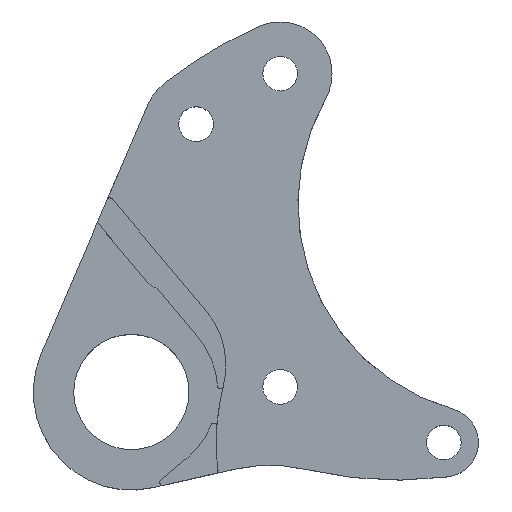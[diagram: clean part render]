
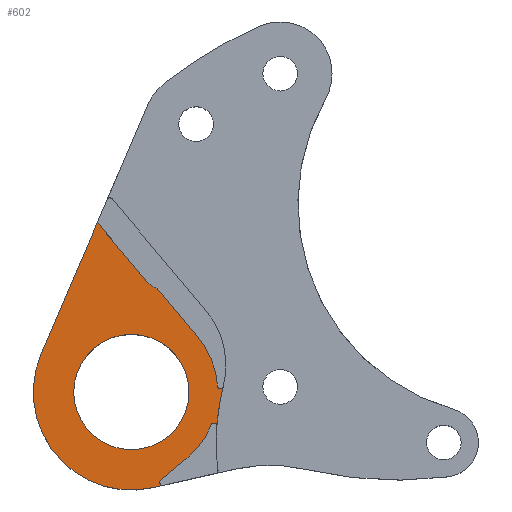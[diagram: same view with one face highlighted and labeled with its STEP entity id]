
A CAD part, top view. The second image highlights one B-rep face of the part: STEP entity #602.
In plain terms, the highlighted planar face has unit normal (0, 0, 1).
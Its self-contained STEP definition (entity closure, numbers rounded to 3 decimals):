
#1 = VERTEX_POINT ( 'NONE', #2070 ) ;
#5 = VERTEX_POINT ( 'NONE', #371 ) ;
#37 = EDGE_CURVE ( 'NONE', #2099, #564, #2680, .T. ) ;
#63 = AXIS2_PLACEMENT_3D ( 'NONE', #1183, #811, #1227 ) ;
#65 = CARTESIAN_POINT ( 'NONE',  ( -9.268, -7.79, 3.5 ) ) ;
#80 = ORIENTED_EDGE ( 'NONE', *, *, #465, .T. ) ;
#86 = ORIENTED_EDGE ( 'NONE', *, *, #1238, .T. ) ;
#106 = CARTESIAN_POINT ( 'NONE',  ( 140.086, -166.666, 3.5 ) ) ;
#135 = VERTEX_POINT ( 'NONE', #1267 ) ;
#150 = VERTEX_POINT ( 'NONE', #232 ) ;
#167 = ORIENTED_EDGE ( 'NONE', *, *, #1958, .T. ) ;
#176 = DIRECTION ( 'NONE',  ( 1., 0., 0. ) ) ;
#184 = DIRECTION ( 'NONE',  ( 1., 0., 0. ) ) ;
#187 = CARTESIAN_POINT ( 'NONE',  ( 119.795, -183.721, 3.5 ) ) ;
#189 = AXIS2_PLACEMENT_3D ( 'NONE', #513, #938, #1762 ) ;
#226 = CARTESIAN_POINT ( 'NONE',  ( 113.886, -188.821, 3.5 ) ) ;
#230 = ORIENTED_EDGE ( 'NONE', *, *, #37, .F. ) ;
#232 = CARTESIAN_POINT ( 'NONE',  ( 104.33, -142.76, 3.5 ) ) ;
#234 = CIRCLE ( 'NONE', #1800, 17. ) ;
#236 = VERTEX_POINT ( 'NONE', #1963 ) ;
#244 = AXIS2_PLACEMENT_3D ( 'NONE', #647, #1005, #1828 ) ;
#291 = VERTEX_POINT ( 'NONE', #763 ) ;
#320 = DIRECTION ( 'NONE',  ( 1., 0., 0. ) ) ;
#324 = CIRCLE ( 'NONE', #597, 0.5 ) ;
#331 = CIRCLE ( 'NONE', #63, 0.5 ) ;
#356 = CARTESIAN_POINT ( 'NONE',  ( 139.797, -59.941, 3.5 ) ) ;
#371 = CARTESIAN_POINT ( 'NONE',  ( 112.806, -153.026, 3.5 ) ) ;
#397 = CARTESIAN_POINT ( 'NONE',  ( 124.021, -177.931, 3.5 ) ) ;
#414 = DIRECTION ( 'NONE',  ( 0.643, -0.766, 0. ) ) ;
#420 = CARTESIAN_POINT ( 'NONE',  ( 115.564, -187.93, 3.5 ) ) ;
#440 = DIRECTION ( 'NONE',  ( -0.975, -0.22, 0. ) ) ;
#449 = VERTEX_POINT ( 'NONE', #1812 ) ;
#465 = EDGE_CURVE ( 'NONE', #473, #1182, #2437, .T. ) ;
#473 = VERTEX_POINT ( 'NONE', #187 ) ;
#492 = ORIENTED_EDGE ( 'NONE', *, *, #1220, .T. ) ;
#513 = CARTESIAN_POINT ( 'NONE',  ( 0., 0., 3.5 ) ) ;
#529 = AXIS2_PLACEMENT_3D ( 'NONE', #2010, #604, #184 ) ;
#532 = LINE ( 'NONE', #106, #1128 ) ;
#564 = VERTEX_POINT ( 'NONE', #2310 ) ;
#567 = VERTEX_POINT ( 'NONE', #226 ) ;
#597 = AXIS2_PLACEMENT_3D ( 'NONE', #420, #1491, #877 ) ;
#602 = ADVANCED_FACE ( 'NONE', ( #954, #1121 ), #1332, .T. ) ;
#604 = DIRECTION ( 'NONE',  ( 0., 0., 1. ) ) ;
#631 = EDGE_CURVE ( 'NONE', #1907, #567, #234, .T. ) ;
#647 = CARTESIAN_POINT ( 'NONE',  ( 104.83, -142.76, 3.5 ) ) ;
#686 = CIRCLE ( 'NONE', #1126, 4. ) ;
#689 = DIRECTION ( 'NONE',  ( -0.643, 0.766, 0. ) ) ;
#726 = VERTEX_POINT ( 'NONE', #2641 ) ;
#763 = CARTESIAN_POINT ( 'NONE',  ( 126.091, -171.293, 3.5 ) ) ;
#768 = VECTOR ( 'NONE', #784, 1000. ) ;
#770 = CIRCLE ( 'NONE', #1900, 0.5 ) ;
#784 = DIRECTION ( 'NONE',  ( -0.394, -0.919, 0. ) ) ;
#796 = CARTESIAN_POINT ( 'NONE',  ( -8.809, -7.404, 3.5 ) ) ;
#811 = DIRECTION ( 'NONE',  ( 0., 0., -1. ) ) ;
#815 = EDGE_CURVE ( 'NONE', #449, #135, #890, .T. ) ;
#835 = ORIENTED_EDGE ( 'NONE', *, *, #815, .F. ) ;
#841 = DIRECTION ( 'NONE',  ( 1., 0., 0. ) ) ;
#854 = ORIENTED_EDGE ( 'NONE', *, *, #1739, .T. ) ;
#858 = CIRCLE ( 'NONE', #2456, 39.479 ) ;
#865 = ORIENTED_EDGE ( 'NONE', *, *, #2170, .F. ) ;
#877 = DIRECTION ( 'NONE',  ( 1., 0., 0. ) ) ;
#890 = CIRCLE ( 'NONE', #2488, 10. ) ;
#932 = ORIENTED_EDGE ( 'NONE', *, *, #2367, .F. ) ;
#938 = DIRECTION ( 'NONE',  ( 0., 0., 1. ) ) ;
#948 = EDGE_CURVE ( 'NONE', #1, #1102, #324, .T. ) ;
#954 = FACE_OUTER_BOUND ( 'NONE', #2441, .T. ) ;
#991 = AXIS2_PLACEMENT_3D ( 'NONE', #1054, #1875, #841 ) ;
#1005 = DIRECTION ( 'NONE',  ( 0., 0., -1. ) ) ;
#1007 = DIRECTION ( 'NONE',  ( 1., 0., 0. ) ) ;
#1054 = CARTESIAN_POINT ( 'NONE',  ( 110.143, -172.238, 3.5 ) ) ;
#1080 = AXIS2_PLACEMENT_3D ( 'NONE', #2067, #2690, #1663 ) ;
#1085 = VECTOR ( 'NONE', #689, 1000. ) ;
#1102 = VERTEX_POINT ( 'NONE', #2420 ) ;
#1121 = FACE_BOUND ( 'NONE', #1147, .T. ) ;
#1126 = AXIS2_PLACEMENT_3D ( 'NONE', #1365, #1568, #1977 ) ;
#1128 = VECTOR ( 'NONE', #1156, 1000. ) ;
#1135 = VERTEX_POINT ( 'NONE', #1265 ) ;
#1147 = EDGE_LOOP ( 'NONE', ( #1179, #835 ) ) ;
#1156 = DIRECTION ( 'NONE',  ( -0.766, -0.643, 0. ) ) ;
#1157 = ORIENTED_EDGE ( 'NONE', *, *, #2200, .F. ) ;
#1179 = ORIENTED_EDGE ( 'NONE', *, *, #1495, .F. ) ;
#1182 = VERTEX_POINT ( 'NONE', #397 ) ;
#1183 = CARTESIAN_POINT ( 'NONE',  ( 104.83, -142.76, 3.5 ) ) ;
#1220 = EDGE_CURVE ( 'NONE', #1182, #1135, #2231, .T. ) ;
#1227 = DIRECTION ( 'NONE',  ( 1., 0., 0. ) ) ;
#1238 = EDGE_CURVE ( 'NONE', #726, #150, #1419, .T. ) ;
#1262 = ORIENTED_EDGE ( 'NONE', *, *, #948, .T. ) ;
#1265 = CARTESIAN_POINT ( 'NONE',  ( 124.982, -178.156, 3.5 ) ) ;
#1267 = CARTESIAN_POINT ( 'NONE',  ( 120.143, -172.238, 3.5 ) ) ;
#1287 = AXIS2_PLACEMENT_3D ( 'NONE', #2247, #1826, #2633 ) ;
#1332 = PLANE ( 'NONE',  #189 ) ;
#1365 = CARTESIAN_POINT ( 'NONE',  ( 115.868, -150.453, 3.5 ) ) ;
#1375 = CIRCLE ( 'NONE', #991, 15. ) ;
#1387 = CARTESIAN_POINT ( 'NONE',  ( 110.143, -172.238, 3.5 ) ) ;
#1419 = CIRCLE ( 'NONE', #244, 0.5 ) ;
#1445 = CIRCLE ( 'NONE', #529, 10. ) ;
#1491 = DIRECTION ( 'NONE',  ( 0., 0., -1. ) ) ;
#1495 = EDGE_CURVE ( 'NONE', #135, #449, #1445, .T. ) ;
#1510 = CARTESIAN_POINT ( 'NONE',  ( 46.066, -204.126, 3.5 ) ) ;
#1568 = DIRECTION ( 'NONE',  ( 0., 0., 1. ) ) ;
#1612 = CARTESIAN_POINT ( 'NONE',  ( 125.606, -171.171, 3.5 ) ) ;
#1641 = ORIENTED_EDGE ( 'NONE', *, *, #2327, .T. ) ;
#1643 = CARTESIAN_POINT ( 'NONE',  ( 94.519, -165.539, 3.5 ) ) ;
#1663 = DIRECTION ( 'NONE',  ( 1., 0., 0. ) ) ;
#1687 = ORIENTED_EDGE ( 'NONE', *, *, #2226, .T. ) ;
#1725 = LINE ( 'NONE', #1510, #2678 ) ;
#1739 = EDGE_CURVE ( 'NONE', #2357, #564, #1375, .T. ) ;
#1756 = LINE ( 'NONE', #65, #1085 ) ;
#1762 = DIRECTION ( 'NONE',  ( 1., 0., 0. ) ) ;
#1800 = AXIS2_PLACEMENT_3D ( 'NONE', #2178, #1955, #320 ) ;
#1812 = CARTESIAN_POINT ( 'NONE',  ( 100.143, -172.238, 3.5 ) ) ;
#1826 = DIRECTION ( 'NONE',  ( 0., 0., 1. ) ) ;
#1828 = DIRECTION ( 'NONE',  ( 1., 0., 0. ) ) ;
#1875 = DIRECTION ( 'NONE',  ( 0., 0., 1. ) ) ;
#1900 = AXIS2_PLACEMENT_3D ( 'NONE', #1612, #2438, #1007 ) ;
#1903 = EDGE_CURVE ( 'NONE', #150, #236, #331, .T. ) ;
#1907 = VERTEX_POINT ( 'NONE', #1643 ) ;
#1955 = DIRECTION ( 'NONE',  ( 0., 0., 1. ) ) ;
#1958 = EDGE_CURVE ( 'NONE', #236, #1907, #2202, .T. ) ;
#1963 = CARTESIAN_POINT ( 'NONE',  ( 104.371, -142.563, 3.5 ) ) ;
#1977 = DIRECTION ( 'NONE',  ( 1., 0., 0. ) ) ;
#2008 = DIRECTION ( 'NONE',  ( 1., 0., 0. ) ) ;
#2010 = CARTESIAN_POINT ( 'NONE',  ( 110.143, -172.238, 3.5 ) ) ;
#2014 = CARTESIAN_POINT ( 'NONE',  ( 164.36, -180.996, 3.5 ) ) ;
#2028 = DIRECTION ( 'NONE',  ( 0., 0., 1. ) ) ;
#2041 = CARTESIAN_POINT ( 'NONE',  ( 125.108, -171.205, 3.5 ) ) ;
#2067 = CARTESIAN_POINT ( 'NONE',  ( 124.484, -178.12, 3.5 ) ) ;
#2070 = CARTESIAN_POINT ( 'NONE',  ( 115.674, -188.418, 3.5 ) ) ;
#2099 = VERTEX_POINT ( 'NONE', #2471 ) ;
#2170 = EDGE_CURVE ( 'NONE', #5, #2099, #686, .T. ) ;
#2178 = CARTESIAN_POINT ( 'NONE',  ( 110.143, -172.238, 3.5 ) ) ;
#2200 = EDGE_CURVE ( 'NONE', #473, #1102, #532, .T. ) ;
#2202 = LINE ( 'NONE', #356, #768 ) ;
#2204 = DIRECTION ( 'NONE',  ( 0., 0., 1. ) ) ;
#2226 = EDGE_CURVE ( 'NONE', #5, #726, #1756, .T. ) ;
#2231 = CIRCLE ( 'NONE', #1080, 0.5 ) ;
#2247 = CARTESIAN_POINT ( 'NONE',  ( 110.143, -172.238, 3.5 ) ) ;
#2310 = CARTESIAN_POINT ( 'NONE',  ( 121.626, -162.587, 3.5 ) ) ;
#2327 = EDGE_CURVE ( 'NONE', #291, #2357, #770, .T. ) ;
#2355 = ORIENTED_EDGE ( 'NONE', *, *, #2395, .F. ) ;
#2357 = VERTEX_POINT ( 'NONE', #2041 ) ;
#2367 = EDGE_CURVE ( 'NONE', #291, #1135, #858, .T. ) ;
#2395 = EDGE_CURVE ( 'NONE', #1, #567, #1725, .T. ) ;
#2420 = CARTESIAN_POINT ( 'NONE',  ( 115.242, -187.547, 3.5 ) ) ;
#2437 = CIRCLE ( 'NONE', #1287, 15. ) ;
#2438 = DIRECTION ( 'NONE',  ( 0., 0., -1. ) ) ;
#2441 = EDGE_LOOP ( 'NONE', ( #1687, #86, #2576, #167, #2465, #2355, #1262, #1157, #80, #492, #932, #1641, #854, #230, #865 ) ) ;
#2456 = AXIS2_PLACEMENT_3D ( 'NONE', #2014, #2028, #176 ) ;
#2465 = ORIENTED_EDGE ( 'NONE', *, *, #631, .T. ) ;
#2471 = CARTESIAN_POINT ( 'NONE',  ( 114.621, -154.253, 3.5 ) ) ;
#2488 = AXIS2_PLACEMENT_3D ( 'NONE', #1387, #2204, #2008 ) ;
#2576 = ORIENTED_EDGE ( 'NONE', *, *, #1903, .T. ) ;
#2616 = VECTOR ( 'NONE', #414, 1000. ) ;
#2633 = DIRECTION ( 'NONE',  ( 1., 0., 0. ) ) ;
#2641 = CARTESIAN_POINT ( 'NONE',  ( 104.447, -143.082, 3.5 ) ) ;
#2678 = VECTOR ( 'NONE', #440, 1000. ) ;
#2680 = LINE ( 'NONE', #796, #2616 ) ;
#2690 = DIRECTION ( 'NONE',  ( 0., 0., -1. ) ) ;
